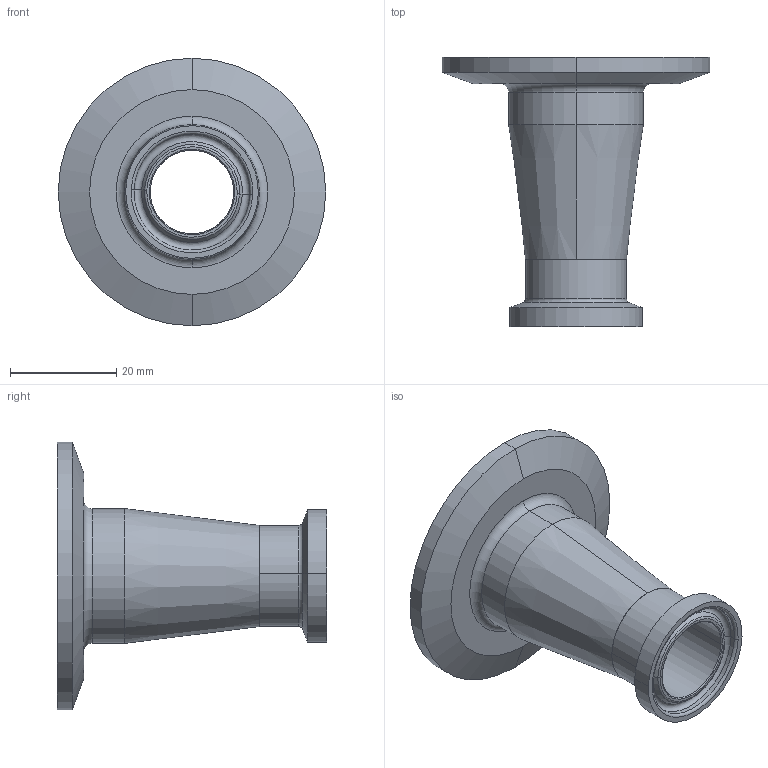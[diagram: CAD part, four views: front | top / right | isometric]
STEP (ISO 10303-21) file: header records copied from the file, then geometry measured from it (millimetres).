
FILE_DESCRIPTION (( 'STEP AP214' ), '1' );
FILE_NAME ('DT21C 25.4x19.05 B.STEP', '2014-03-18T02:08:07', ( '' ), ( '' ), 'SwSTEP 2.0', 'SolidWorks 2013', '' );
FILE_SCHEMA (( 'AUTOMOTIVE_DESIGN' ));
Length unit declared in the file: inch
Products named in the file (4): DT21C 25.4x19.05 B; DT21C 25.4x19.05; 21C 25.4; 21C 19.05
Assembly tree (3 placements, depth 2):
  DT21C 25.4x19.05 B
    DT21C 25.4x19.05
    21C 19.05
    21C 25.4
Bounding box: 50.4 x 50.8 x 50.4 mm (x, y, z)
Volume: 12070.2 mm3; surface area: 10977.5 mm2
Topology: 3 solids, 3 shells, 57 faces, 114 edges, 66 vertices
Faces by surface type: torus 20, cone 14, cylinder 14, plane 9
Entity records: 1680 total; most frequent: DIRECTION 326, CARTESIAN_POINT 243, ORIENTED_EDGE 228, AXIS2_PLACEMENT_3D 149, EDGE_CURVE 114, CIRCLE 86, EDGE_LOOP 66, VERTEX_POINT 66
